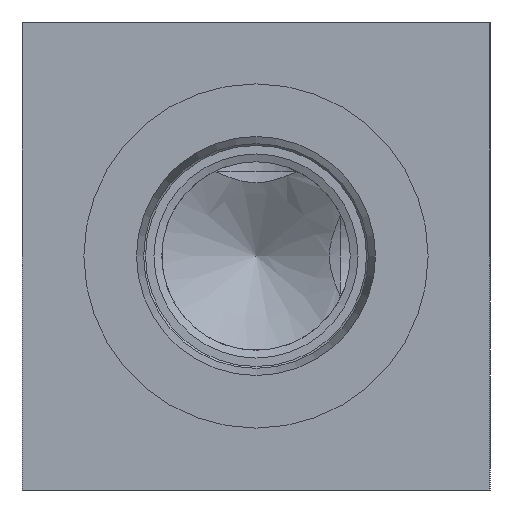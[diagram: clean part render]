
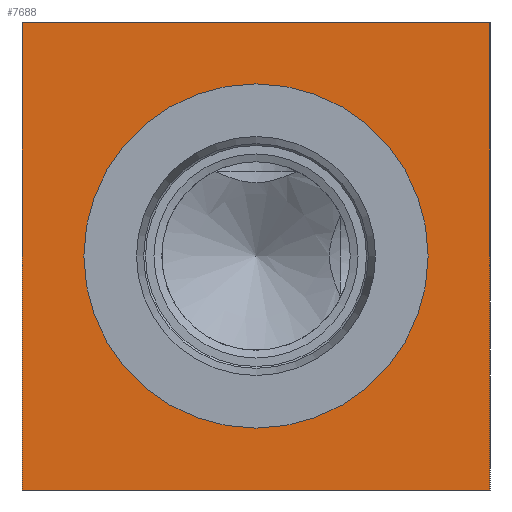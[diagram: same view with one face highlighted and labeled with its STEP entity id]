
A CAD part, left-side view. The second image highlights one B-rep face of the part: STEP entity #7688.
In plain terms, the highlighted planar face has unit normal (-1, 0, 0).
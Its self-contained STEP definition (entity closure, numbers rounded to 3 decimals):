
#124=CIRCLE('',#7974,21.019);
#125=CIRCLE('',#7975,21.019);
#235=FACE_BOUND('',#1277,.T.);
#453=PLANE('',#8092);
#842=FACE_OUTER_BOUND('',#1276,.T.);
#1276=EDGE_LOOP('',(#6837,#6838,#6839,#6840));
#1277=EDGE_LOOP('',(#6841,#6842));
#1540=LINE('',#11998,#2228);
#1972=LINE('',#13430,#2660);
#1973=LINE('',#13431,#2661);
#1974=LINE('',#13432,#2662);
#2228=VECTOR('',#8458,10.);
#2660=VECTOR('',#9550,10.);
#2661=VECTOR('',#9551,10.);
#2662=VECTOR('',#9552,10.);
#3246=VERTEX_POINT('',#11991);
#3249=VERTEX_POINT('',#11996);
#3576=VERTEX_POINT('',#13199);
#3577=VERTEX_POINT('',#13200);
#3650=VERTEX_POINT('',#13428);
#3651=VERTEX_POINT('',#13429);
#4128=EDGE_CURVE('',#3249,#3246,#1540,.T.);
#4610=EDGE_CURVE('',#3576,#3577,#124,.T.);
#4611=EDGE_CURVE('',#3577,#3576,#125,.T.);
#4720=EDGE_CURVE('',#3650,#3651,#1972,.T.);
#4721=EDGE_CURVE('',#3651,#3246,#1973,.T.);
#4722=EDGE_CURVE('',#3650,#3249,#1974,.T.);
#6837=ORIENTED_EDGE('',*,*,#4720,.T.);
#6838=ORIENTED_EDGE('',*,*,#4721,.T.);
#6839=ORIENTED_EDGE('',*,*,#4128,.F.);
#6840=ORIENTED_EDGE('',*,*,#4722,.F.);
#6841=ORIENTED_EDGE('',*,*,#4610,.T.);
#6842=ORIENTED_EDGE('',*,*,#4611,.T.);
#7688=ADVANCED_FACE('',(#842,#235),#453,.T.);
#7974=AXIS2_PLACEMENT_3D('',#13201,#9276,#9277);
#7975=AXIS2_PLACEMENT_3D('',#13202,#9278,#9279);
#8092=AXIS2_PLACEMENT_3D('',#13427,#9548,#9549);
#8458=DIRECTION('',(0.,-1.,0.));
#9276=DIRECTION('center_axis',(1.,0.,0.));
#9277=DIRECTION('ref_axis',(0.,0.,1.));
#9278=DIRECTION('center_axis',(1.,0.,0.));
#9279=DIRECTION('ref_axis',(0.,0.,1.));
#9548=DIRECTION('center_axis',(-1.,0.,0.));
#9549=DIRECTION('ref_axis',(0.,-1.,0.));
#9550=DIRECTION('',(0.,-1.,0.));
#9551=DIRECTION('',(0.,0.,1.));
#9552=DIRECTION('',(0.,0.,1.));
#11991=CARTESIAN_POINT('',(0.,0.,57.15));
#11996=CARTESIAN_POINT('',(0.,57.15,57.15));
#11998=CARTESIAN_POINT('',(0.,57.15,57.15));
#13199=CARTESIAN_POINT('',(0.,28.575,49.594));
#13200=CARTESIAN_POINT('',(0.,28.575,7.556));
#13201=CARTESIAN_POINT('Origin',(0.,28.575,28.575));
#13202=CARTESIAN_POINT('Origin',(0.,28.575,28.575));
#13427=CARTESIAN_POINT('Origin',(0.,57.15,0.));
#13428=CARTESIAN_POINT('',(0.,57.15,0.));
#13429=CARTESIAN_POINT('',(0.,0.,0.));
#13430=CARTESIAN_POINT('',(0.,57.15,0.));
#13431=CARTESIAN_POINT('',(0.,0.,0.));
#13432=CARTESIAN_POINT('',(0.,57.15,0.));
